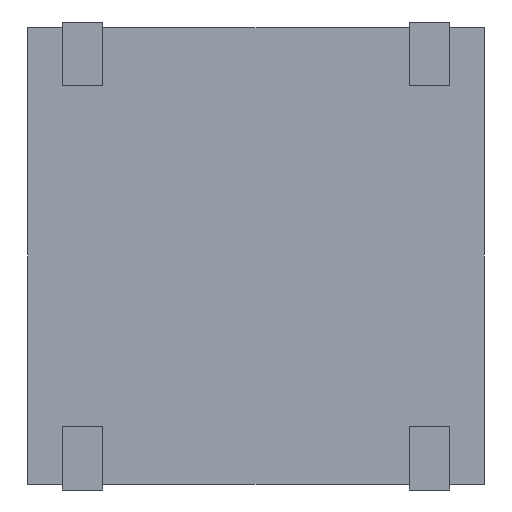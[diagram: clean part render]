
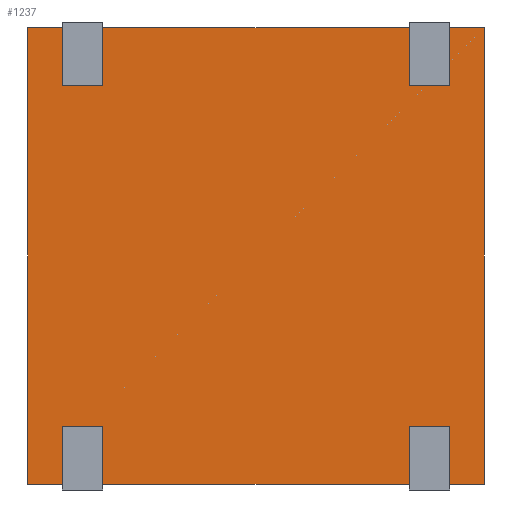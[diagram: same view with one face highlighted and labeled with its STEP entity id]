
A CAD part, front view. The second image highlights one B-rep face of the part: STEP entity #1237.
In plain terms, the highlighted planar face has unit normal (0, -1, 0).
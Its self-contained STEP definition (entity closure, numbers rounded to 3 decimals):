
#1080 = CARTESIAN_POINT ( 'NONE',  ( -1.975, 0.05, -1.975 ) ) ;
#1081 = VERTEX_POINT ( 'NONE', #1080 ) ;
#1082 = CARTESIAN_POINT ( 'NONE',  ( -1.975, 0.05, 1.975 ) ) ;
#1083 = VERTEX_POINT ( 'NONE', #1082 ) ;
#1084 = CARTESIAN_POINT ( 'NONE',  ( -1.975, 0.05, 1.975 ) ) ;
#1085 = DIRECTION ( 'NONE',  ( 0., 0., 1. ) ) ;
#1086 = VECTOR ( 'NONE', #1085, 1000. ) ;
#1087 = LINE ( 'NONE', #1084, #1086 ) ;
#1088 = EDGE_CURVE ( 'NONE', #1081, #1083, #1087, .T. ) ;
#1120 = CARTESIAN_POINT ( 'NONE',  ( 1.975, 0.05, 1.975 ) ) ;
#1121 = VERTEX_POINT ( 'NONE', #1120 ) ;
#1122 = CARTESIAN_POINT ( 'NONE',  ( 1.975, 0.05, 1.975 ) ) ;
#1123 = DIRECTION ( 'NONE',  ( 1., 0., 0. ) ) ;
#1124 = VECTOR ( 'NONE', #1123, 1000. ) ;
#1125 = LINE ( 'NONE', #1122, #1124 ) ;
#1126 = EDGE_CURVE ( 'NONE', #1083, #1121, #1125, .T. ) ;
#1151 = CARTESIAN_POINT ( 'NONE',  ( 1.975, 0.05, -1.975 ) ) ;
#1152 = VERTEX_POINT ( 'NONE', #1151 ) ;
#1153 = CARTESIAN_POINT ( 'NONE',  ( 1.975, 0.05, 1.975 ) ) ;
#1154 = DIRECTION ( 'NONE',  ( 0., 0., -1. ) ) ;
#1155 = VECTOR ( 'NONE', #1154, 1000. ) ;
#1156 = LINE ( 'NONE', #1153, #1155 ) ;
#1157 = EDGE_CURVE ( 'NONE', #1121, #1152, #1156, .T. ) ;
#1182 = CARTESIAN_POINT ( 'NONE',  ( 1.975, 0.05, -1.975 ) ) ;
#1183 = DIRECTION ( 'NONE',  ( -1., 0., 0. ) ) ;
#1184 = VECTOR ( 'NONE', #1183, 1000. ) ;
#1185 = LINE ( 'NONE', #1182, #1184 ) ;
#1186 = EDGE_CURVE ( 'NONE', #1152, #1081, #1185, .T. ) ;
#1226 = ORIENTED_EDGE ( 'NONE', *, *, #1088, .F. ) ;
#1227 = ORIENTED_EDGE ( 'NONE', *, *, #1186, .F. ) ;
#1228 = ORIENTED_EDGE ( 'NONE', *, *, #1157, .F. ) ;
#1229 = ORIENTED_EDGE ( 'NONE', *, *, #1126, .F. ) ;
#1230 = EDGE_LOOP ( 'NONE', ( #1226, #1227, #1228, #1229 ) ) ;
#1231 = FACE_OUTER_BOUND ( 'NONE', #1230, .T. ) ;
#1232 = CARTESIAN_POINT ( 'NONE',  ( 0., 0.05, 0. ) ) ;
#1233 = DIRECTION ( 'NONE',  ( 0., 1., 0. ) ) ;
#1234 = DIRECTION ( 'NONE',  ( 0., 0., 1. ) ) ;
#1235 = AXIS2_PLACEMENT_3D ( 'NONE', #1232, #1233, #1234 ) ;
#1236 = PLANE ( 'NONE', #1235 ) ;
#1237 = ADVANCED_FACE ( 'NONE', ( #1231 ), #1236, .F. ) ;
